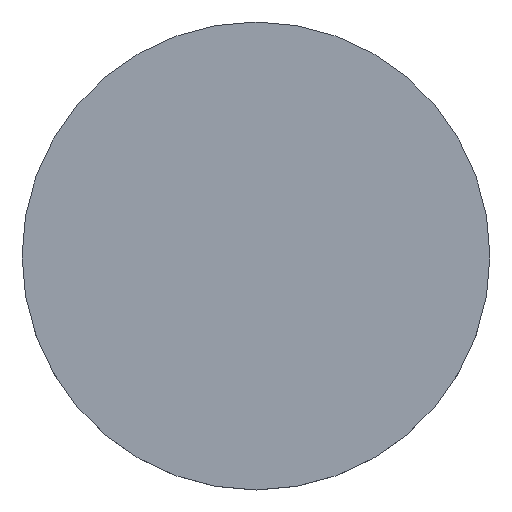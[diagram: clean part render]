
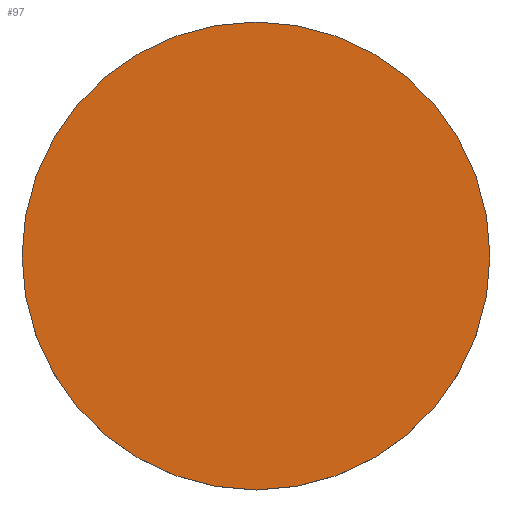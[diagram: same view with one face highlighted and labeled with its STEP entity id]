
A CAD part, top view. The second image highlights one B-rep face of the part: STEP entity #97.
In plain terms, the highlighted planar face has unit normal (0, 0, 1).
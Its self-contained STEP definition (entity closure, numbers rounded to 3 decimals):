
#20=PLANE('',#126);
#28=FACE_OUTER_BOUND('',#36,.T.);
#36=EDGE_LOOP('',(#86));
#50=CIRCLE('',#124,140.);
#56=VERTEX_POINT('',#180);
#65=EDGE_CURVE('',#56,#56,#50,.T.);
#86=ORIENTED_EDGE('',*,*,#65,.T.);
#97=ADVANCED_FACE('',(#28),#20,.F.);
#124=AXIS2_PLACEMENT_3D('',#181,#153,#154);
#126=AXIS2_PLACEMENT_3D('',#185,#158,#159);
#153=DIRECTION('center_axis',(0.,0.,1.));
#154=DIRECTION('ref_axis',(1.,0.,0.));
#158=DIRECTION('center_axis',(0.,0.,-1.));
#159=DIRECTION('ref_axis',(-1.,0.,0.));
#180=CARTESIAN_POINT('',(-140.,0.,71.35));
#181=CARTESIAN_POINT('Origin',(0.,0.,71.35));
#185=CARTESIAN_POINT('Origin',(0.,0.,71.35));
